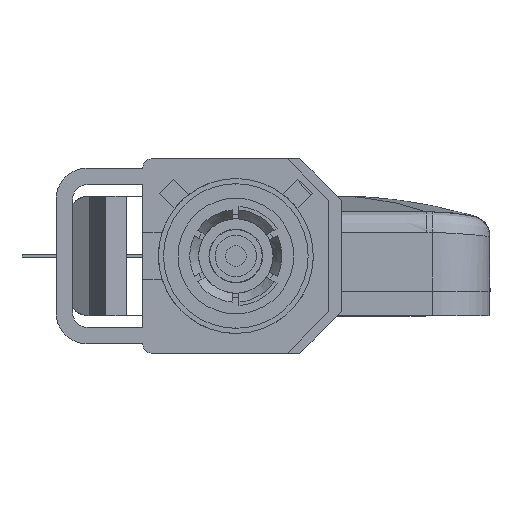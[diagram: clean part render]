
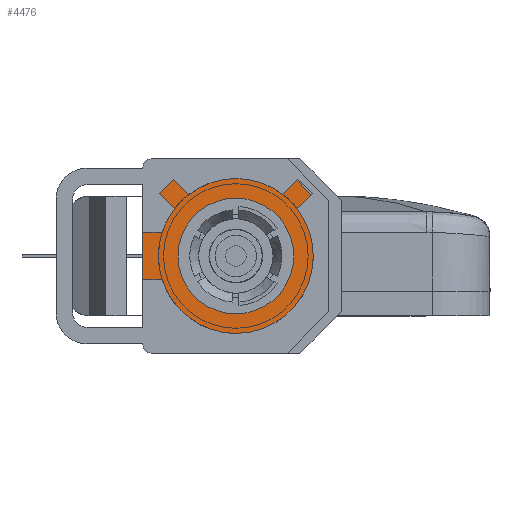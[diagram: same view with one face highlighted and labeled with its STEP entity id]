
A CAD part, front view. The second image highlights one B-rep face of the part: STEP entity #4476.
In plain terms, the highlighted planar face has unit normal (0, 1, 0).
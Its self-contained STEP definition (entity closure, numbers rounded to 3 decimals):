
#18 = LINE ( 'NONE', #19447, #4899 ) ;
#185 = VERTEX_POINT ( 'NONE', #5244 ) ;
#475 = CARTESIAN_POINT ( 'NONE',  ( -55.934, -161.889, 108.4 ) ) ;
#600 = DIRECTION ( 'NONE',  ( 1., 0., 0. ) ) ;
#680 = CARTESIAN_POINT ( 'NONE',  ( -65.134, -161.889, 101. ) ) ;
#723 = EDGE_CURVE ( 'NONE', #750, #8608, #20646, .T. ) ;
#750 = VERTEX_POINT ( 'NONE', #11020 ) ;
#862 = DIRECTION ( 'NONE',  ( 1., 0., 0. ) ) ;
#1056 = ORIENTED_EDGE ( 'NONE', *, *, #1983, .T. ) ;
#1409 = DIRECTION ( 'NONE',  ( 0., -1., 0. ) ) ;
#1473 = LINE ( 'NONE', #15440, #22862 ) ;
#1563 = AXIS2_PLACEMENT_3D ( 'NONE', #24949, #21044, #20855 ) ;
#1779 = VERTEX_POINT ( 'NONE', #25382 ) ;
#1830 = VECTOR ( 'NONE', #25315, 1000. ) ;
#1983 = EDGE_CURVE ( 'NONE', #8939, #185, #1473, .T. ) ;
#2049 = CARTESIAN_POINT ( 'NONE',  ( -65.734, -161.889, 110.4 ) ) ;
#2395 = DIRECTION ( 'NONE',  ( -1., 0., 0. ) ) ;
#2417 = AXIS2_PLACEMENT_3D ( 'NONE', #8984, #2811, #23578 ) ;
#2776 = EDGE_CURVE ( 'NONE', #8471, #4822, #5923, .T. ) ;
#2811 = DIRECTION ( 'NONE',  ( 0., -1., 0. ) ) ;
#3104 = EDGE_CURVE ( 'NONE', #3891, #16726, #14741, .T. ) ;
#3196 = EDGE_CURVE ( 'NONE', #8608, #6705, #16042, .T. ) ;
#3250 = VERTEX_POINT ( 'NONE', #3478 ) ;
#3478 = CARTESIAN_POINT ( 'NONE',  ( -61.034, -161.889, 102.9 ) ) ;
#3493 = DIRECTION ( 'NONE',  ( 0., 0., 1. ) ) ;
#3494 = VECTOR ( 'NONE', #8822, 1000. ) ;
#3594 = CARTESIAN_POINT ( 'NONE',  ( -65.534, -161.889, 101.4 ) ) ;
#3891 = VERTEX_POINT ( 'NONE', #15578 ) ;
#3994 = DIRECTION ( 'NONE',  ( 0., -1., 0. ) ) ;
#4399 = VERTEX_POINT ( 'NONE', #22957 ) ;
#4464 = CARTESIAN_POINT ( 'NONE',  ( -65.534, -161.889, 109.95 ) ) ;
#4476 = ADVANCED_FACE ( 'NONE', ( #17517, #16546 ), #16449, .F. ) ;
#4808 = EDGE_CURVE ( 'NONE', #12166, #3891, #10039, .T. ) ;
#4822 = VERTEX_POINT ( 'NONE', #8632 ) ;
#4899 = VECTOR ( 'NONE', #7164, 1000. ) ;
#4912 = CARTESIAN_POINT ( 'NONE',  ( -65.534, -161.889, 110. ) ) ;
#4974 = VECTOR ( 'NONE', #13512, 1000. ) ;
#5155 = CARTESIAN_POINT ( 'NONE',  ( -61.034, -161.889, 105.7 ) ) ;
#5244 = CARTESIAN_POINT ( 'NONE',  ( -65.534, -161.889, 109.15 ) ) ;
#5419 = EDGE_CURVE ( 'NONE', #3250, #19951, #26905, .T. ) ;
#5425 = EDGE_CURVE ( 'NONE', #19951, #3250, #11988, .T. ) ;
#5492 = ORIENTED_EDGE ( 'NONE', *, *, #5419, .T. ) ;
#5768 = VERTEX_POINT ( 'NONE', #25679 ) ;
#5923 = LINE ( 'NONE', #14321, #12469 ) ;
#6515 = EDGE_CURVE ( 'NONE', #5768, #750, #11893, .T. ) ;
#6629 = EDGE_CURVE ( 'NONE', #4822, #1779, #12207, .T. ) ;
#6705 = VERTEX_POINT ( 'NONE', #7199 ) ;
#7164 = DIRECTION ( 'NONE',  ( -1., 0., 0. ) ) ;
#7199 = CARTESIAN_POINT ( 'NONE',  ( -65.734, -161.889, 109.95 ) ) ;
#7485 = AXIS2_PLACEMENT_3D ( 'NONE', #5155, #9261, #17446 ) ;
#7597 = VECTOR ( 'NONE', #862, 1000. ) ;
#7648 = VECTOR ( 'NONE', #23068, 1000. ) ;
#7913 = CARTESIAN_POINT ( 'NONE',  ( -57.934, -161.889, 110.4 ) ) ;
#8189 = CARTESIAN_POINT ( 'NONE',  ( -68.234, -161.889, 108.45 ) ) ;
#8347 = AXIS2_PLACEMENT_3D ( 'NONE', #20174, #1409, #3493 ) ;
#8471 = VERTEX_POINT ( 'NONE', #7913 ) ;
#8608 = VERTEX_POINT ( 'NONE', #4464 ) ;
#8632 = CARTESIAN_POINT ( 'NONE',  ( -55.934, -161.889, 108.4 ) ) ;
#8744 = ORIENTED_EDGE ( 'NONE', *, *, #10498, .F. ) ;
#8822 = DIRECTION ( 'NONE',  ( -0.707, 0., -0.707 ) ) ;
#8937 = VECTOR ( 'NONE', #600, 1000. ) ;
#8939 = VERTEX_POINT ( 'NONE', #9654 ) ;
#8984 = CARTESIAN_POINT ( 'NONE',  ( -61.034, -161.889, 105.7 ) ) ;
#9261 = DIRECTION ( 'NONE',  ( 0., -1., 0. ) ) ;
#9286 = AXIS2_PLACEMENT_3D ( 'NONE', #8189, #3994, #12470 ) ;
#9349 = ORIENTED_EDGE ( 'NONE', *, *, #11654, .T. ) ;
#9374 = EDGE_CURVE ( 'NONE', #185, #10045, #18, .T. ) ;
#9654 = CARTESIAN_POINT ( 'NONE',  ( -65.534, -161.889, 102.25 ) ) ;
#10039 = CIRCLE ( 'NONE', #1563, 0.4 ) ;
#10045 = VERTEX_POINT ( 'NONE', #22174 ) ;
#10441 = CARTESIAN_POINT ( 'NONE',  ( -65.534, -161.889, 101.45 ) ) ;
#10498 = EDGE_CURVE ( 'NONE', #4399, #21596, #15285, .T. ) ;
#10718 = LINE ( 'NONE', #21454, #22066 ) ;
#10972 = CARTESIAN_POINT ( 'NONE',  ( -68.234, -161.889, 102.25 ) ) ;
#11020 = CARTESIAN_POINT ( 'NONE',  ( -65.534, -161.889, 110. ) ) ;
#11654 = EDGE_CURVE ( 'NONE', #1779, #16726, #20334, .T. ) ;
#11893 = CIRCLE ( 'NONE', #8347, 0.4 ) ;
#11988 = CIRCLE ( 'NONE', #2417, 2.8 ) ;
#12166 = VERTEX_POINT ( 'NONE', #3594 ) ;
#12207 = LINE ( 'NONE', #475, #7648 ) ;
#12469 = VECTOR ( 'NONE', #14231, 1000. ) ;
#12470 = DIRECTION ( 'NONE',  ( -1., 0., 0. ) ) ;
#12543 = CARTESIAN_POINT ( 'NONE',  ( -61.034, -161.889, 108.5 ) ) ;
#12693 = ORIENTED_EDGE ( 'NONE', *, *, #18735, .F. ) ;
#13034 = EDGE_LOOP ( 'NONE', ( #9349, #17444, #13040, #17096, #8744, #12693, #23348, #1056, #21839, #20604, #24997, #14072, #21573, #13965, #17246, #13291 ) ) ;
#13040 = ORIENTED_EDGE ( 'NONE', *, *, #4808, .F. ) ;
#13180 = CARTESIAN_POINT ( 'NONE',  ( -65.734, -161.889, 102.25 ) ) ;
#13279 = LINE ( 'NONE', #22849, #1830 ) ;
#13291 = ORIENTED_EDGE ( 'NONE', *, *, #6629, .T. ) ;
#13512 = DIRECTION ( 'NONE',  ( -1., 0., 0. ) ) ;
#13965 = ORIENTED_EDGE ( 'NONE', *, *, #16085, .F. ) ;
#14072 = ORIENTED_EDGE ( 'NONE', *, *, #723, .F. ) ;
#14231 = DIRECTION ( 'NONE',  ( 0.707, 0., -0.707 ) ) ;
#14321 = CARTESIAN_POINT ( 'NONE',  ( -57.934, -161.889, 110.4 ) ) ;
#14741 = LINE ( 'NONE', #680, #7597 ) ;
#15073 = DIRECTION ( 'NONE',  ( 1., 0., 0. ) ) ;
#15133 = VERTEX_POINT ( 'NONE', #13180 ) ;
#15285 = LINE ( 'NONE', #23821, #17855 ) ;
#15440 = CARTESIAN_POINT ( 'NONE',  ( -65.534, -161.889, 109.15 ) ) ;
#15578 = CARTESIAN_POINT ( 'NONE',  ( -65.134, -161.889, 101. ) ) ;
#15949 = LINE ( 'NONE', #10441, #18534 ) ;
#16042 = LINE ( 'NONE', #23536, #4974 ) ;
#16085 = EDGE_CURVE ( 'NONE', #8471, #5768, #10718, .T. ) ;
#16449 = PLANE ( 'NONE',  #9286 ) ;
#16462 = VECTOR ( 'NONE', #21600, 1000. ) ;
#16546 = FACE_BOUND ( 'NONE', #20135, .T. ) ;
#16726 = VERTEX_POINT ( 'NONE', #22139 ) ;
#16796 = DIRECTION ( 'NONE',  ( 0., 0., -1. ) ) ;
#17096 = ORIENTED_EDGE ( 'NONE', *, *, #21345, .F. ) ;
#17246 = ORIENTED_EDGE ( 'NONE', *, *, #2776, .T. ) ;
#17444 = ORIENTED_EDGE ( 'NONE', *, *, #3104, .F. ) ;
#17446 = DIRECTION ( 'NONE',  ( 0., 0., 1. ) ) ;
#17517 = FACE_OUTER_BOUND ( 'NONE', #13034, .T. ) ;
#17855 = VECTOR ( 'NONE', #15073, 1000. ) ;
#18342 = EDGE_CURVE ( 'NONE', #6705, #10045, #13279, .T. ) ;
#18360 = LINE ( 'NONE', #10972, #8937 ) ;
#18415 = DIRECTION ( 'NONE',  ( 0., 0., -1. ) ) ;
#18534 = VECTOR ( 'NONE', #16796, 1000. ) ;
#18735 = EDGE_CURVE ( 'NONE', #15133, #4399, #24524, .T. ) ;
#18821 = ORIENTED_EDGE ( 'NONE', *, *, #5425, .T. ) ;
#19021 = EDGE_CURVE ( 'NONE', #15133, #8939, #18360, .T. ) ;
#19447 = CARTESIAN_POINT ( 'NONE',  ( -68.234, -161.889, 109.15 ) ) ;
#19951 = VERTEX_POINT ( 'NONE', #12543 ) ;
#20135 = EDGE_LOOP ( 'NONE', ( #18821, #5492 ) ) ;
#20174 = CARTESIAN_POINT ( 'NONE',  ( -65.134, -161.889, 110. ) ) ;
#20334 = LINE ( 'NONE', #21043, #3494 ) ;
#20604 = ORIENTED_EDGE ( 'NONE', *, *, #18342, .F. ) ;
#20646 = LINE ( 'NONE', #4912, #16462 ) ;
#20855 = DIRECTION ( 'NONE',  ( 0., 0., 1. ) ) ;
#21043 = CARTESIAN_POINT ( 'NONE',  ( -55.934, -161.889, 103. ) ) ;
#21044 = DIRECTION ( 'NONE',  ( 0., -1., 0. ) ) ;
#21345 = EDGE_CURVE ( 'NONE', #21596, #12166, #15949, .T. ) ;
#21454 = CARTESIAN_POINT ( 'NONE',  ( -58.534, -161.889, 110.4 ) ) ;
#21573 = ORIENTED_EDGE ( 'NONE', *, *, #6515, .F. ) ;
#21596 = VERTEX_POINT ( 'NONE', #22368 ) ;
#21600 = DIRECTION ( 'NONE',  ( 0., 0., -1. ) ) ;
#21839 = ORIENTED_EDGE ( 'NONE', *, *, #9374, .T. ) ;
#22066 = VECTOR ( 'NONE', #2395, 1000. ) ;
#22139 = CARTESIAN_POINT ( 'NONE',  ( -57.934, -161.889, 101. ) ) ;
#22174 = CARTESIAN_POINT ( 'NONE',  ( -65.734, -161.889, 109.15 ) ) ;
#22368 = CARTESIAN_POINT ( 'NONE',  ( -65.534, -161.889, 101.45 ) ) ;
#22849 = CARTESIAN_POINT ( 'NONE',  ( -65.734, -161.889, 110.4 ) ) ;
#22862 = VECTOR ( 'NONE', #24265, 1000. ) ;
#22957 = CARTESIAN_POINT ( 'NONE',  ( -65.734, -161.889, 101.45 ) ) ;
#23068 = DIRECTION ( 'NONE',  ( 0., 0., -1. ) ) ;
#23348 = ORIENTED_EDGE ( 'NONE', *, *, #19021, .T. ) ;
#23536 = CARTESIAN_POINT ( 'NONE',  ( -65.534, -161.889, 109.95 ) ) ;
#23578 = DIRECTION ( 'NONE',  ( 0., 0., 1. ) ) ;
#23821 = CARTESIAN_POINT ( 'NONE',  ( -68.234, -161.889, 101.45 ) ) ;
#24265 = DIRECTION ( 'NONE',  ( 0., 0., 1. ) ) ;
#24524 = LINE ( 'NONE', #2049, #26811 ) ;
#24949 = CARTESIAN_POINT ( 'NONE',  ( -65.134, -161.889, 101.4 ) ) ;
#24997 = ORIENTED_EDGE ( 'NONE', *, *, #3196, .F. ) ;
#25315 = DIRECTION ( 'NONE',  ( 0., 0., -1. ) ) ;
#25382 = CARTESIAN_POINT ( 'NONE',  ( -55.934, -161.889, 103. ) ) ;
#25679 = CARTESIAN_POINT ( 'NONE',  ( -65.134, -161.889, 110.4 ) ) ;
#26811 = VECTOR ( 'NONE', #18415, 1000. ) ;
#26905 = CIRCLE ( 'NONE', #7485, 2.8 ) ;
